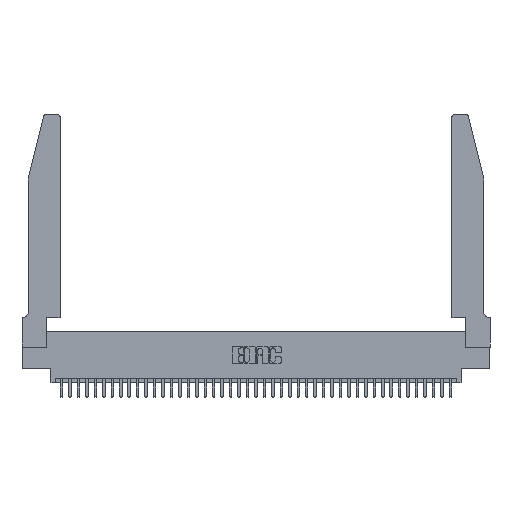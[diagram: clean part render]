
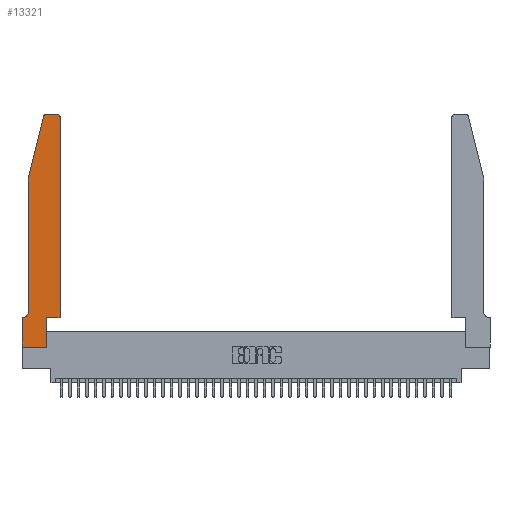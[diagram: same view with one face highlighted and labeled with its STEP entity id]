
A CAD part, top view. The second image highlights one B-rep face of the part: STEP entity #13321.
In plain terms, the highlighted planar face has unit normal (0, 0, 1).
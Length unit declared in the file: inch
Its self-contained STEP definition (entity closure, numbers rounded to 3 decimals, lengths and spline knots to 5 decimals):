
#330 = CARTESIAN_POINT ( 'NONE',  ( 0., 0., 0.37 ) ) ;
#1226 = CARTESIAN_POINT ( 'NONE',  ( 0.4505, 0.35, 0.37 ) ) ;
#1378 = LINE ( 'NONE', #27229, #27717 ) ;
#2373 = VERTEX_POINT ( 'NONE', #330 ) ;
#2456 = ORIENTED_EDGE ( 'NONE', *, *, #34125, .T. ) ;
#2802 = CARTESIAN_POINT ( 'NONE',  ( 0.0755, 0.35, 0.37 ) ) ;
#2931 = ORIENTED_EDGE ( 'NONE', *, *, #19722, .T. ) ;
#3277 = ORIENTED_EDGE ( 'NONE', *, *, #17709, .T. ) ;
#4188 = CARTESIAN_POINT ( 'NONE',  ( 0.0755, 0.42, 0.37 ) ) ;
#4492 = DIRECTION ( 'NONE',  ( 0., 0., 1. ) ) ;
#4572 = VECTOR ( 'NONE', #19812, 39.37008 ) ;
#5378 = CARTESIAN_POINT ( 'NONE',  ( 0., 0.35, 0.37 ) ) ;
#6271 = EDGE_CURVE ( 'NONE', #16278, #26658, #27716, .T. ) ;
#6808 = CARTESIAN_POINT ( 'NONE',  ( 0.4505, 0.35, 0.37 ) ) ;
#7064 = DIRECTION ( 'NONE',  ( 0., 1., 0. ) ) ;
#7438 = VERTEX_POINT ( 'NONE', #8848 ) ;
#7530 = VERTEX_POINT ( 'NONE', #1226 ) ;
#7803 = VERTEX_POINT ( 'NONE', #15339 ) ;
#8034 = EDGE_CURVE ( 'NONE', #29815, #7438, #12724, .T. ) ;
#8051 = CARTESIAN_POINT ( 'NONE',  ( 0.0755, 2., 0.37 ) ) ;
#8081 = DIRECTION ( 'NONE',  ( 0., 0., 1. ) ) ;
#8145 = ORIENTED_EDGE ( 'NONE', *, *, #33650, .T. ) ;
#8848 = CARTESIAN_POINT ( 'NONE',  ( 0.0055, 0.35, 0.37 ) ) ;
#9087 = VERTEX_POINT ( 'NONE', #18014 ) ;
#9475 = ORIENTED_EDGE ( 'NONE', *, *, #29376, .T. ) ;
#9540 = VERTEX_POINT ( 'NONE', #41186 ) ;
#10154 = VERTEX_POINT ( 'NONE', #5378 ) ;
#10668 = CARTESIAN_POINT ( 'NONE',  ( 0., 0., 0.37 ) ) ;
#10683 = CARTESIAN_POINT ( 'NONE',  ( 0.4205, 2.75, 0.37 ) ) ;
#10769 = CARTESIAN_POINT ( 'NONE',  ( 0.0755, 2., 0.37 ) ) ;
#11710 = LINE ( 'NONE', #19210, #27619 ) ;
#11884 = EDGE_CURVE ( 'NONE', #7438, #10154, #27915, .T. ) ;
#11959 = DIRECTION ( 'NONE',  ( 0., 1., 0. ) ) ;
#12686 = EDGE_CURVE ( 'NONE', #9540, #16278, #39327, .T. ) ;
#12724 = CIRCLE ( 'NONE', #36927, 0.07 ) ;
#13321 = ADVANCED_FACE ( 'NONE', ( #13802 ), #20006, .T. ) ;
#13802 = FACE_OUTER_BOUND ( 'NONE', #24111, .T. ) ;
#14705 = DIRECTION ( 'NONE',  ( 1., 0., 0. ) ) ;
#14974 = ORIENTED_EDGE ( 'NONE', *, *, #6271, .T. ) ;
#15339 = CARTESIAN_POINT ( 'NONE',  ( 0.2865, 0.35, 0.37 ) ) ;
#15375 = AXIS2_PLACEMENT_3D ( 'NONE', #34334, #4492, #27344 ) ;
#15546 = ORIENTED_EDGE ( 'NONE', *, *, #25630, .T. ) ;
#16278 = VERTEX_POINT ( 'NONE', #21458 ) ;
#17135 = DIRECTION ( 'NONE',  ( -0.239, -0.971, 0. ) ) ;
#17709 = EDGE_CURVE ( 'NONE', #7803, #7530, #35669, .T. ) ;
#17761 = DIRECTION ( 'NONE',  ( 1., 0., 0. ) ) ;
#18014 = CARTESIAN_POINT ( 'NONE',  ( 0.4505, 2.72, 0.37 ) ) ;
#18453 = LINE ( 'NONE', #10668, #4572 ) ;
#19108 = CIRCLE ( 'NONE', #25799, 0.03 ) ;
#19210 = CARTESIAN_POINT ( 'NONE',  ( 0.2605, 2.75, 0.37 ) ) ;
#19214 = VECTOR ( 'NONE', #11959, 39.37008 ) ;
#19237 = VECTOR ( 'NONE', #17135, 39.37008 ) ;
#19417 = VECTOR ( 'NONE', #40762, 39.37008 ) ;
#19722 = EDGE_CURVE ( 'NONE', #7530, #9087, #37532, .T. ) ;
#19812 = DIRECTION ( 'NONE',  ( 0., -1., 0. ) ) ;
#20004 = ORIENTED_EDGE ( 'NONE', *, *, #40952, .T. ) ;
#20006 = PLANE ( 'NONE',  #32820 ) ;
#20549 = ORIENTED_EDGE ( 'NONE', *, *, #38232, .T. ) ;
#20809 = DIRECTION ( 'NONE',  ( 0., -1., 0. ) ) ;
#21458 = CARTESIAN_POINT ( 'NONE',  ( 0.25487, 2.72718, 0.37 ) ) ;
#22215 = DIRECTION ( 'NONE',  ( -1., 0., 0. ) ) ;
#23160 = CARTESIAN_POINT ( 'NONE',  ( 0.2865, 0., 0.37 ) ) ;
#23223 = LINE ( 'NONE', #37621, #19214 ) ;
#23471 = VERTEX_POINT ( 'NONE', #23160 ) ;
#23560 = DIRECTION ( 'NONE',  ( 1., 0., 0. ) ) ;
#24002 = ORIENTED_EDGE ( 'NONE', *, *, #11884, .T. ) ;
#24111 = EDGE_LOOP ( 'NONE', ( #20549, #34295, #14974, #8145, #36365, #24002, #2456, #20004, #9475, #3277, #2931, #15546 ) ) ;
#25630 = EDGE_CURVE ( 'NONE', #9087, #38898, #19108, .T. ) ;
#25799 = AXIS2_PLACEMENT_3D ( 'NONE', #34108, #27961, #35359 ) ;
#26445 = VECTOR ( 'NONE', #7064, 39.37008 ) ;
#26658 = VERTEX_POINT ( 'NONE', #38842 ) ;
#27229 = CARTESIAN_POINT ( 'NONE',  ( 0., 0., 0.37 ) ) ;
#27344 = DIRECTION ( 'NONE',  ( 1., 0., 0. ) ) ;
#27619 = VECTOR ( 'NONE', #28291, 39.37008 ) ;
#27716 = LINE ( 'NONE', #10769, #19237 ) ;
#27717 = VECTOR ( 'NONE', #14705, 39.37008 ) ;
#27821 = VECTOR ( 'NONE', #20809, 39.37008 ) ;
#27915 = LINE ( 'NONE', #2802, #19417 ) ;
#27961 = DIRECTION ( 'NONE',  ( 0., 0., 1. ) ) ;
#28291 = DIRECTION ( 'NONE',  ( -1., 0., 0. ) ) ;
#29376 = EDGE_CURVE ( 'NONE', #23471, #7803, #23223, .T. ) ;
#29530 = CARTESIAN_POINT ( 'NONE',  ( 0., 0.35, 0.37 ) ) ;
#29815 = VERTEX_POINT ( 'NONE', #4188 ) ;
#30558 = CARTESIAN_POINT ( 'NONE',  ( 0.0055, 0.42, 0.37 ) ) ;
#32682 = VECTOR ( 'NONE', #23560, 39.37008 ) ;
#32820 = AXIS2_PLACEMENT_3D ( 'NONE', #29530, #8081, #17761 ) ;
#33650 = EDGE_CURVE ( 'NONE', #26658, #29815, #39864, .T. ) ;
#34108 = CARTESIAN_POINT ( 'NONE',  ( 0.4205, 2.72, 0.37 ) ) ;
#34125 = EDGE_CURVE ( 'NONE', #10154, #2373, #18453, .T. ) ;
#34295 = ORIENTED_EDGE ( 'NONE', *, *, #12686, .T. ) ;
#34334 = CARTESIAN_POINT ( 'NONE',  ( 0.284, 2.72, 0.37 ) ) ;
#35359 = DIRECTION ( 'NONE',  ( 1., 0., 0. ) ) ;
#35669 = LINE ( 'NONE', #39858, #32682 ) ;
#36365 = ORIENTED_EDGE ( 'NONE', *, *, #8034, .T. ) ;
#36927 = AXIS2_PLACEMENT_3D ( 'NONE', #30558, #37935, #22215 ) ;
#37532 = LINE ( 'NONE', #6808, #26445 ) ;
#37621 = CARTESIAN_POINT ( 'NONE',  ( 0.2865, 0.35, 0.37 ) ) ;
#37935 = DIRECTION ( 'NONE',  ( 0., 0., -1. ) ) ;
#38232 = EDGE_CURVE ( 'NONE', #38898, #9540, #11710, .T. ) ;
#38842 = CARTESIAN_POINT ( 'NONE',  ( 0.0755, 2., 0.37 ) ) ;
#38898 = VERTEX_POINT ( 'NONE', #10683 ) ;
#39327 = CIRCLE ( 'NONE', #15375, 0.03 ) ;
#39858 = CARTESIAN_POINT ( 'NONE',  ( 0.4505, 0.35, 0.37 ) ) ;
#39864 = LINE ( 'NONE', #8051, #27821 ) ;
#40762 = DIRECTION ( 'NONE',  ( -1., 0., 0. ) ) ;
#40952 = EDGE_CURVE ( 'NONE', #2373, #23471, #1378, .T. ) ;
#41186 = CARTESIAN_POINT ( 'NONE',  ( 0.284, 2.75, 0.37 ) ) ;
